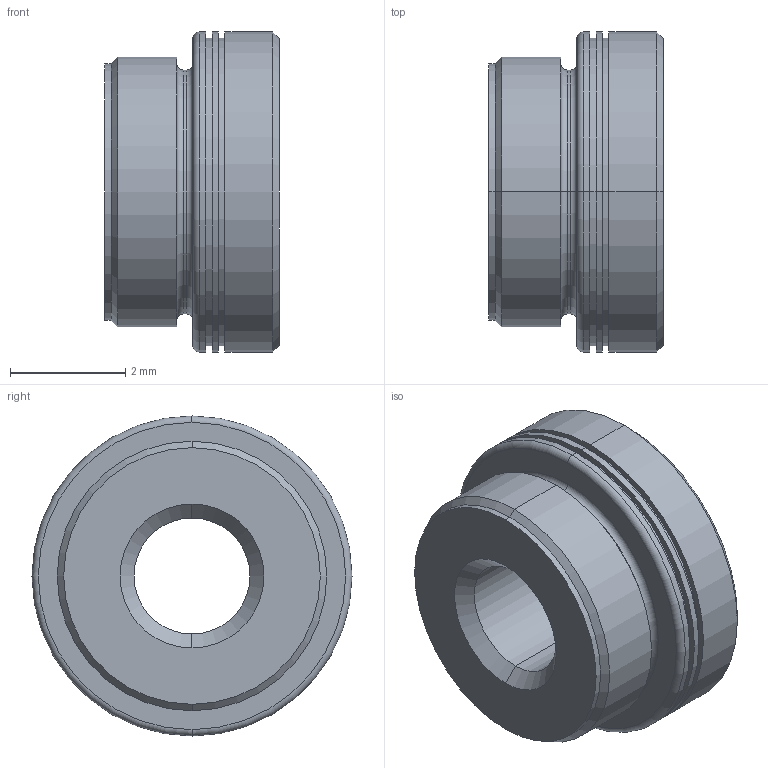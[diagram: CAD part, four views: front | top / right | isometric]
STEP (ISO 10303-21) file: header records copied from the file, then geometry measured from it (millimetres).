
FILE_DESCRIPTION(('starvars output'),'1');
FILE_NAME('cv20230205192848000008622.stp','19:28:48 2023/02/05',('Thomas Industrial Network Germany GmbH'),(' '),'Spatial InterOp 3D',' ',' ');
FILE_SCHEMA(('AP242_MANAGED_MODEL_BASED_3D_ENGINEERING_MIM_LF {1 0 10303 442 2 1 4}'));
Length unit declared in the file: millimetre
Products named in the file (1): 1
Bounding box: 3.03 x 5.56 x 5.56 mm (x, y, z)
Volume: 51.1 mm3; surface area: 117.4 mm2
Topology: 1 solids, 1 shells, 40 faces, 80 edges, 48 vertices
Faces by surface type: cylinder 18, cone 8, plane 8, torus 6
Entity records: 1398 total; most frequent: DIRECTION 216, CARTESIAN_POINT 169, ORIENTED_EDGE 160, AXIS2_PLACEMENT_3D 95, EDGE_CURVE 80, CIRCLE 54, EDGE_LOOP 48, VERTEX_POINT 48
